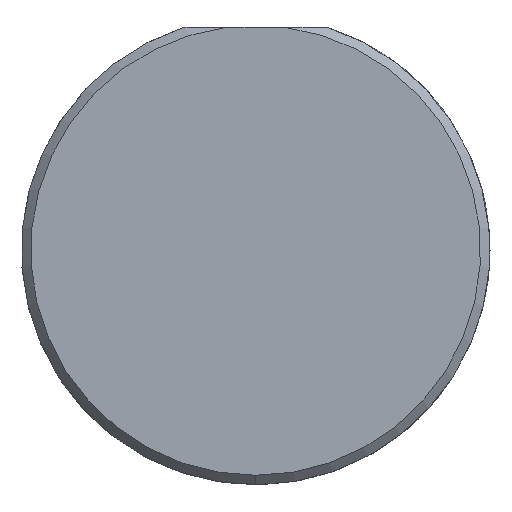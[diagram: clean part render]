
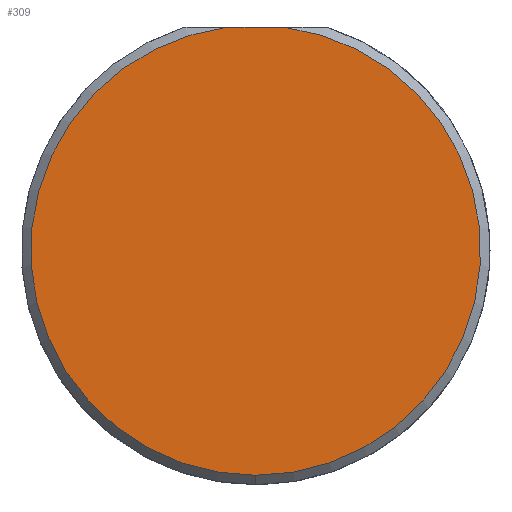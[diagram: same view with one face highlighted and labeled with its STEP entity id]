
A CAD part, left-side view. The second image highlights one B-rep face of the part: STEP entity #309.
In plain terms, the highlighted planar face has unit normal (-1, 0, 0).
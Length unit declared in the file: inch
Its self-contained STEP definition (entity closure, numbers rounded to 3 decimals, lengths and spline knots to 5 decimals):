
#40 = ORIENTED_EDGE ( 'NONE', *, *, #68, .T. ) ;
#51 = VECTOR ( 'NONE', #82, 39.37008 ) ;
#58 = DIRECTION ( 'NONE',  ( 1., 0., 0. ) ) ;
#68 = EDGE_CURVE ( 'NONE', #533, #127, #273, .T. ) ;
#74 = DIRECTION ( 'NONE',  ( -1., 0., 0. ) ) ;
#82 = DIRECTION ( 'NONE',  ( 0., 1., 0. ) ) ;
#84 = DIRECTION ( 'NONE',  ( 0., 0., -1. ) ) ;
#127 = VERTEX_POINT ( 'NONE', #428 ) ;
#143 = DIRECTION ( 'NONE',  ( -1., 0., 0. ) ) ;
#170 = AXIS2_PLACEMENT_3D ( 'NONE', #611, #58, #337 ) ;
#248 = CARTESIAN_POINT ( 'NONE',  ( 0., -0.03091, 0.23785 ) ) ;
#264 = ORIENTED_EDGE ( 'NONE', *, *, #417, .T. ) ;
#273 = CIRCLE ( 'NONE', #460, 0.23985 ) ;
#309 = ADVANCED_FACE ( 'NONE', ( #614 ), #457, .F. ) ;
#337 = DIRECTION ( 'NONE',  ( 0., 0., -1. ) ) ;
#352 = CARTESIAN_POINT ( 'NONE',  ( 0., 0., 0. ) ) ;
#363 = DIRECTION ( 'NONE',  ( 0., 0., -1. ) ) ;
#383 = EDGE_CURVE ( 'NONE', #127, #430, #652, .T. ) ;
#410 = CARTESIAN_POINT ( 'NONE',  ( 0., 0.24985, 0.23785 ) ) ;
#417 = EDGE_CURVE ( 'NONE', #430, #533, #684, .T. ) ;
#427 = CARTESIAN_POINT ( 'NONE',  ( 0., 0.03091, 0.23785 ) ) ;
#428 = CARTESIAN_POINT ( 'NONE',  ( 0., 0., -0.23985 ) ) ;
#430 = VERTEX_POINT ( 'NONE', #248 ) ;
#457 = PLANE ( 'NONE',  #170 ) ;
#460 = AXIS2_PLACEMENT_3D ( 'NONE', #352, #143, #363 ) ;
#463 = CARTESIAN_POINT ( 'NONE',  ( 0., 0., 0. ) ) ;
#503 = AXIS2_PLACEMENT_3D ( 'NONE', #463, #74, #84 ) ;
#533 = VERTEX_POINT ( 'NONE', #427 ) ;
#576 = ORIENTED_EDGE ( 'NONE', *, *, #383, .T. ) ;
#588 = EDGE_LOOP ( 'NONE', ( #264, #40, #576 ) ) ;
#611 = CARTESIAN_POINT ( 'NONE',  ( 0., 0., 0. ) ) ;
#614 = FACE_OUTER_BOUND ( 'NONE', #588, .T. ) ;
#652 = CIRCLE ( 'NONE', #503, 0.23985 ) ;
#684 = LINE ( 'NONE', #410, #51 ) ;
